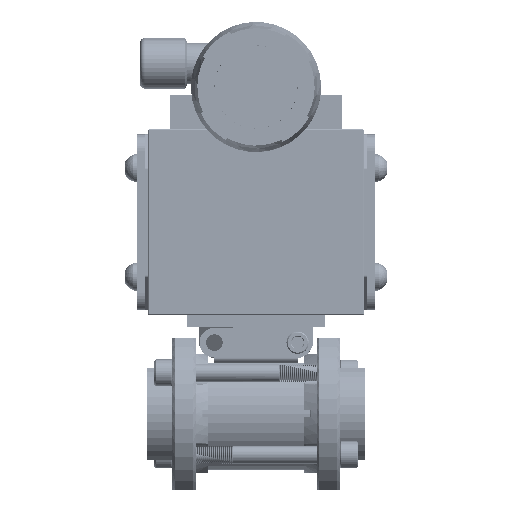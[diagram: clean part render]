
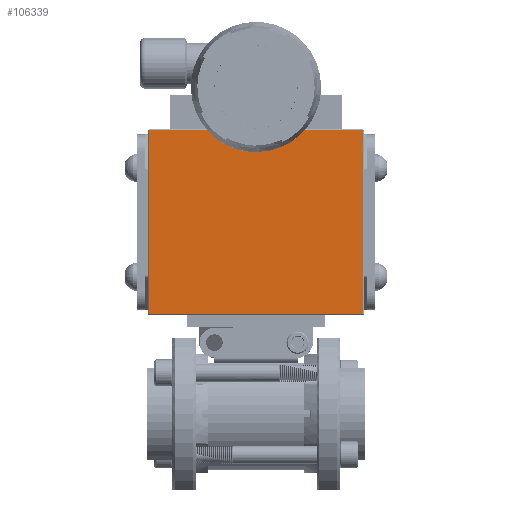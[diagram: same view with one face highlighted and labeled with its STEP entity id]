
A CAD part, top view. The second image highlights one B-rep face of the part: STEP entity #106339.
In plain terms, the highlighted planar face has unit normal (0, 0, 1).
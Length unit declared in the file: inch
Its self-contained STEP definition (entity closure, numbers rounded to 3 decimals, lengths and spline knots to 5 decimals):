
#4177 = LINE ( 'NONE', #124969, #34065 ) ;
#9713 = EDGE_CURVE ( 'NONE', #105305, #20331, #32849, .T. ) ;
#11114 = PLANE ( 'NONE',  #77281 ) ;
#18759 = VECTOR ( 'NONE', #48414, 39.37008 ) ;
#20331 = VERTEX_POINT ( 'NONE', #101308 ) ;
#21205 = DIRECTION ( 'NONE',  ( 0., -1., 0. ) ) ;
#25882 = CARTESIAN_POINT ( 'NONE',  ( -2.275, 5.954, 1.55 ) ) ;
#27102 = ORIENTED_EDGE ( 'NONE', *, *, #52355, .T. ) ;
#27368 = DIRECTION ( 'NONE',  ( 0., 1., 0. ) ) ;
#28108 = CARTESIAN_POINT ( 'NONE',  ( -2.275, 2.094, 1.55 ) ) ;
#32849 = LINE ( 'NONE', #25882, #83351 ) ;
#34065 = VECTOR ( 'NONE', #104735, 39.37008 ) ;
#37420 = CARTESIAN_POINT ( 'NONE',  ( 2.251, 5.974, 1.55 ) ) ;
#40991 = VERTEX_POINT ( 'NONE', #103304 ) ;
#48414 = DIRECTION ( 'NONE',  ( 1., 0., 0. ) ) ;
#52355 = EDGE_CURVE ( 'NONE', #40991, #105305, #77660, .T. ) ;
#68936 = VERTEX_POINT ( 'NONE', #104313 ) ;
#73722 = EDGE_LOOP ( 'NONE', ( #27102, #94075, #104741, #117204 ) ) ;
#77281 = AXIS2_PLACEMENT_3D ( 'NONE', #110921, #81593, #21205 ) ;
#77660 = LINE ( 'NONE', #37420, #127800 ) ;
#81593 = DIRECTION ( 'NONE',  ( 0., 0., -1. ) ) ;
#83351 = VECTOR ( 'NONE', #126135, 39.37008 ) ;
#94075 = ORIENTED_EDGE ( 'NONE', *, *, #9713, .T. ) ;
#99053 = LINE ( 'NONE', #28108, #18759 ) ;
#101308 = CARTESIAN_POINT ( 'NONE',  ( -2.255, 5.954, 1.55 ) ) ;
#103304 = CARTESIAN_POINT ( 'NONE',  ( 2.251, 2.094, 1.55 ) ) ;
#104313 = CARTESIAN_POINT ( 'NONE',  ( -2.255, 2.094, 1.55 ) ) ;
#104435 = EDGE_CURVE ( 'NONE', #20331, #68936, #4177, .T. ) ;
#104735 = DIRECTION ( 'NONE',  ( 0., -1., 0. ) ) ;
#104741 = ORIENTED_EDGE ( 'NONE', *, *, #104435, .T. ) ;
#105305 = VERTEX_POINT ( 'NONE', #105620 ) ;
#105620 = CARTESIAN_POINT ( 'NONE',  ( 2.251, 5.954, 1.55 ) ) ;
#106339 = ADVANCED_FACE ( 'NONE', ( #113986 ), #11114, .F. ) ;
#110921 = CARTESIAN_POINT ( 'NONE',  ( -2.275, 5.974, 1.55 ) ) ;
#113986 = FACE_OUTER_BOUND ( 'NONE', #73722, .T. ) ;
#117204 = ORIENTED_EDGE ( 'NONE', *, *, #118119, .T. ) ;
#118119 = EDGE_CURVE ( 'NONE', #68936, #40991, #99053, .T. ) ;
#124969 = CARTESIAN_POINT ( 'NONE',  ( -2.255, 2.074, 1.55 ) ) ;
#126135 = DIRECTION ( 'NONE',  ( -1., 0., 0. ) ) ;
#127800 = VECTOR ( 'NONE', #27368, 39.37008 ) ;
